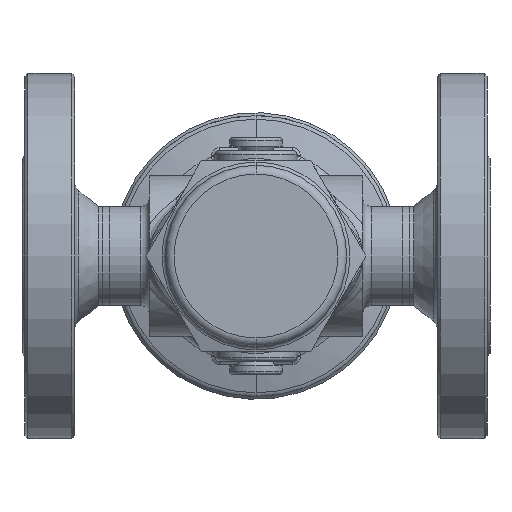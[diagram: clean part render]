
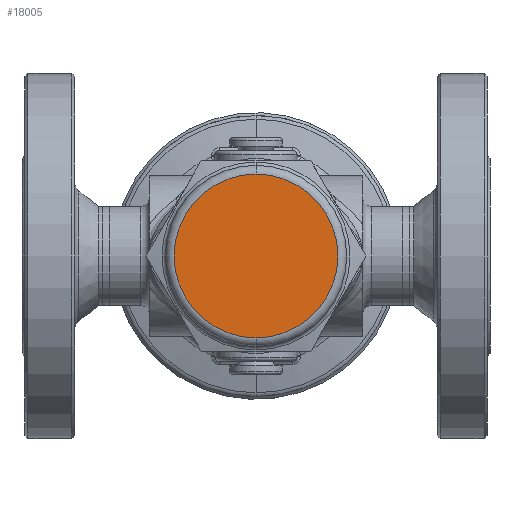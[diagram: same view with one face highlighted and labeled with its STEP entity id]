
A CAD part, front view. The second image highlights one B-rep face of the part: STEP entity #18005.
In plain terms, the highlighted planar face has unit normal (0, -1, 0).
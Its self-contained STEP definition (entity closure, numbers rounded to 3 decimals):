
#1176 = AXIS2_PLACEMENT_3D ( 'NONE', #9281, #18220, #13596 ) ;
#2933 = EDGE_CURVE ( 'NONE', #13407, #15295, #12978, .T. ) ;
#3546 = ORIENTED_EDGE ( 'NONE', *, *, #2933, .F. ) ;
#6205 = DIRECTION ( 'NONE',  ( 0., 1., 0. ) ) ;
#7578 = ORIENTED_EDGE ( 'NONE', *, *, #8397, .F. ) ;
#7887 = CARTESIAN_POINT ( 'NONE',  ( 0., -68., 0. ) ) ;
#8012 = PLANE ( 'NONE',  #11332 ) ;
#8397 = EDGE_CURVE ( 'NONE', #15295, #13407, #10480, .T. ) ;
#9281 = CARTESIAN_POINT ( 'NONE',  ( 0., -68., 0. ) ) ;
#10480 = CIRCLE ( 'NONE', #1176, 28. ) ;
#11332 = AXIS2_PLACEMENT_3D ( 'NONE', #7887, #12462, #14048 ) ;
#12462 = DIRECTION ( 'NONE',  ( 0., 1., 0. ) ) ;
#12858 = CARTESIAN_POINT ( 'NONE',  ( 0., -68., -28. ) ) ;
#12978 = CIRCLE ( 'NONE', #13245, 28. ) ;
#13054 = EDGE_LOOP ( 'NONE', ( #3546, #7578 ) ) ;
#13245 = AXIS2_PLACEMENT_3D ( 'NONE', #18174, #6205, #13672 ) ;
#13370 = FACE_OUTER_BOUND ( 'NONE', #13054, .T. ) ;
#13407 = VERTEX_POINT ( 'NONE', #12858 ) ;
#13596 = DIRECTION ( 'NONE',  ( 0., 0., -1. ) ) ;
#13672 = DIRECTION ( 'NONE',  ( 0., 0., -1. ) ) ;
#13979 = CARTESIAN_POINT ( 'NONE',  ( 0., -68., 28. ) ) ;
#14048 = DIRECTION ( 'NONE',  ( 0., 0., -1. ) ) ;
#15295 = VERTEX_POINT ( 'NONE', #13979 ) ;
#18005 = ADVANCED_FACE ( 'NONE', ( #13370 ), #8012, .F. ) ;
#18174 = CARTESIAN_POINT ( 'NONE',  ( 0., -68., 0. ) ) ;
#18220 = DIRECTION ( 'NONE',  ( 0., 1., 0. ) ) ;
